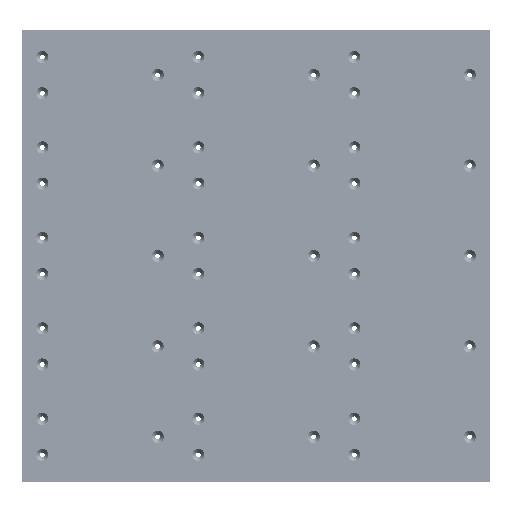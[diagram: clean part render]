
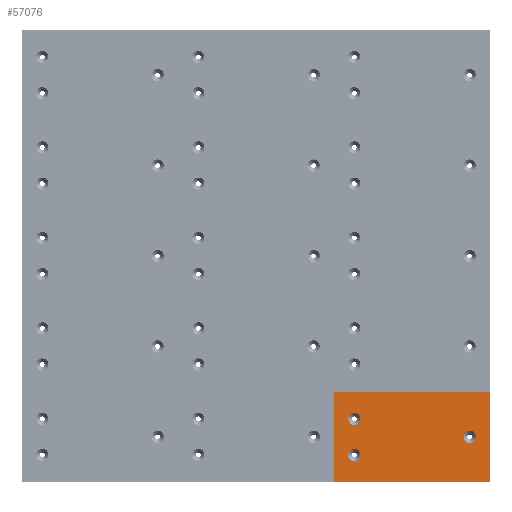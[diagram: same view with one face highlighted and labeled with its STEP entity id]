
A CAD part, top view. The second image highlights one B-rep face of the part: STEP entity #57076.
In plain terms, the highlighted planar face has unit normal (0, 0, 1).
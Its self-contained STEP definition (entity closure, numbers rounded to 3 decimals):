
#49029=CARTESIAN_POINT('',(-3.175,-1.016,0.635));
#49030=DIRECTION('',(0.,0.,-1.));
#49031=DIRECTION('',(0.,1.,0.));
#49032=AXIS2_PLACEMENT_3D('',#49029,#49030,#49031);
#49034=CARTESIAN_POINT('',(-3.175,-1.016,0.635));
#49035=DIRECTION('',(0.,0.,-1.));
#49036=DIRECTION('',(0.,-1.,0.));
#49037=AXIS2_PLACEMENT_3D('',#49034,#49035,#49036);
#49039=CARTESIAN_POINT('',(3.302,0.,0.635));
#49040=DIRECTION('',(0.,0.,-1.));
#49041=DIRECTION('',(0.,1.,0.));
#49042=AXIS2_PLACEMENT_3D('',#49039,#49040,#49041);
#49044=CARTESIAN_POINT('',(3.302,0.,0.635));
#49045=DIRECTION('',(0.,0.,-1.));
#49046=DIRECTION('',(0.,-1.,0.));
#49047=AXIS2_PLACEMENT_3D('',#49044,#49045,#49046);
#49049=CARTESIAN_POINT('',(-3.175,1.016,0.635));
#49050=DIRECTION('',(0.,0.,-1.));
#49051=DIRECTION('',(0.,1.,0.));
#49052=AXIS2_PLACEMENT_3D('',#49049,#49050,#49051);
#49054=CARTESIAN_POINT('',(-3.175,1.016,0.635));
#49055=DIRECTION('',(0.,0.,-1.));
#49056=DIRECTION('',(0.,-1.,0.));
#49057=AXIS2_PLACEMENT_3D('',#49054,#49055,#49056);
#49059=DIRECTION('',(-1.,0.,0.));
#49060=VECTOR('',#49059,8.763);
#49061=CARTESIAN_POINT('',(4.445,2.54,0.635));
#49062=LINE('',#49061,#49060);
#49063=DIRECTION('',(0.,1.,0.));
#49064=VECTOR('',#49063,5.08);
#49065=CARTESIAN_POINT('',(4.445,-2.54,0.635));
#49066=LINE('',#49065,#49064);
#49067=DIRECTION('',(1.,0.,0.));
#49068=VECTOR('',#49067,8.763);
#49069=CARTESIAN_POINT('',(-4.318,-2.54,0.635));
#49070=LINE('',#49069,#49068);
#49071=DIRECTION('',(0.,-1.,0.));
#49072=VECTOR('',#49071,5.08);
#49073=CARTESIAN_POINT('',(-4.318,2.54,0.635));
#49074=LINE('',#49073,#49072);
#54965=CARTESIAN_POINT('',(4.445,2.54,0.635));
#54966=CARTESIAN_POINT('',(-4.318,2.54,0.635));
#54967=VERTEX_POINT('',#54965);
#54968=VERTEX_POINT('',#54966);
#54973=CARTESIAN_POINT('',(-4.318,-2.54,0.635));
#54974=VERTEX_POINT('',#54973);
#54975=CARTESIAN_POINT('',(4.445,-2.54,0.635));
#54976=VERTEX_POINT('',#54975);
#56611=CARTESIAN_POINT('',(-3.175,-1.359,0.635));
#56612=VERTEX_POINT('',#56611);
#56613=CARTESIAN_POINT('',(-3.175,-0.673,0.635));
#56614=VERTEX_POINT('',#56613);
#56623=CARTESIAN_POINT('',(3.302,-0.343,0.635));
#56624=VERTEX_POINT('',#56623);
#56625=CARTESIAN_POINT('',(3.302,0.343,0.635));
#56626=VERTEX_POINT('',#56625);
#56635=CARTESIAN_POINT('',(-3.175,0.673,0.635));
#56636=VERTEX_POINT('',#56635);
#56637=CARTESIAN_POINT('',(-3.175,1.359,0.635));
#56638=VERTEX_POINT('',#56637);
#57045=CARTESIAN_POINT('',(0.318,0.,0.635));
#57046=DIRECTION('',(0.,0.,1.));
#57047=DIRECTION('',(1.,0.,0.));
#57048=AXIS2_PLACEMENT_3D('',#57045,#57046,#57047);
#57049=PLANE('',#57048);
#57051=ORIENTED_EDGE('',*,*,#57050,.F.);
#57053=ORIENTED_EDGE('',*,*,#57052,.F.);
#57055=ORIENTED_EDGE('',*,*,#57054,.F.);
#57057=ORIENTED_EDGE('',*,*,#57056,.F.);
#57058=EDGE_LOOP('',(#57051,#57053,#57055,#57057));
#57059=FACE_OUTER_BOUND('',#57058,.F.);
#57061=ORIENTED_EDGE('',*,*,#57060,.F.);
#57063=ORIENTED_EDGE('',*,*,#57062,.F.);
#57064=EDGE_LOOP('',(#57061,#57063));
#57065=FACE_BOUND('',#57064,.F.);
#57067=ORIENTED_EDGE('',*,*,#57066,.F.);
#57069=ORIENTED_EDGE('',*,*,#57068,.F.);
#57070=EDGE_LOOP('',(#57067,#57069));
#57071=FACE_BOUND('',#57070,.F.);
#57072=ORIENTED_EDGE('',*,*,#57039,.F.);
#57073=ORIENTED_EDGE('',*,*,#57025,.F.);
#57074=EDGE_LOOP('',(#57072,#57073));
#57075=FACE_BOUND('',#57074,.F.);
#49033=CIRCLE('',#49032,0.343);
#49038=CIRCLE('',#49037,0.343);
#49043=CIRCLE('',#49042,0.343);
#49048=CIRCLE('',#49047,0.343);
#49053=CIRCLE('',#49052,0.343);
#49058=CIRCLE('',#49057,0.343);
#57025=EDGE_CURVE('',#56612,#56614,#49038,.T.);
#57039=EDGE_CURVE('',#56614,#56612,#49033,.T.);
#57050=EDGE_CURVE('',#54967,#54968,#49062,.T.);
#57052=EDGE_CURVE('',#54976,#54967,#49066,.T.);
#57054=EDGE_CURVE('',#54974,#54976,#49070,.T.);
#57056=EDGE_CURVE('',#54968,#54974,#49074,.T.);
#57060=EDGE_CURVE('',#56626,#56624,#49043,.T.);
#57062=EDGE_CURVE('',#56624,#56626,#49048,.T.);
#57066=EDGE_CURVE('',#56638,#56636,#49053,.T.);
#57068=EDGE_CURVE('',#56636,#56638,#49058,.T.);
#57076=ADVANCED_FACE('',(#57059,#57065,#57071,#57075),#57049,.T.);
